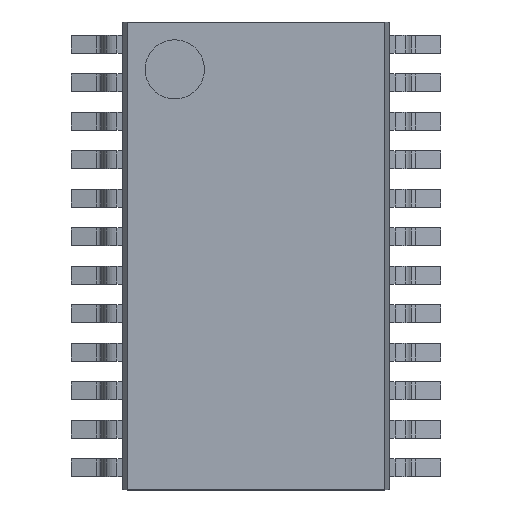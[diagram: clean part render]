
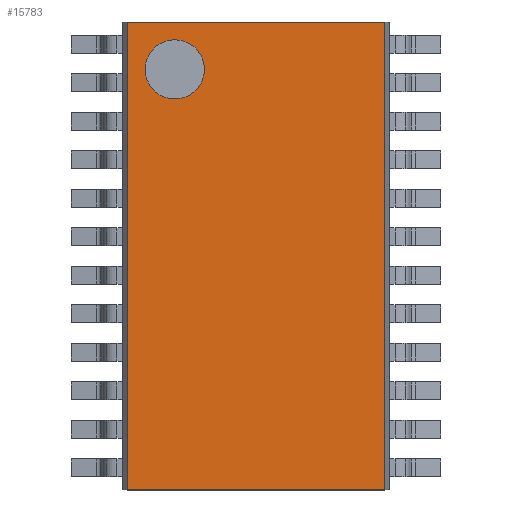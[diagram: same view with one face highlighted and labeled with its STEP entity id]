
A CAD part, top view. The second image highlights one B-rep face of the part: STEP entity #15783.
In plain terms, the highlighted planar face has unit normal (0, 0, 1).
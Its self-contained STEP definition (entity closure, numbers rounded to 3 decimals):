
#15609=CARTESIAN_POINT('',(-0.871,3.15,1.1));
#15610=VERTEX_POINT('',#15609);
#15626=CARTESIAN_POINT('',(-1.871,3.15,1.1));
#15627=VERTEX_POINT('',#15626);
#15634=CARTESIAN_POINT('',(-1.371,3.15,1.1));
#15635=DIRECTION('',(0.0,0.0,-1.0));
#15636=DIRECTION('',(1.0,0.0,0.0));
#15637=AXIS2_PLACEMENT_3D('',#15634,#15635,#15636);
#15638=CIRCLE('',#15637,0.5);
#15639=EDGE_CURVE('',#15610,#15627,#15638,.T.);
#15650=CARTESIAN_POINT('',(-1.371,3.15,1.1));
#15651=DIRECTION('',(0.0,0.0,-1.0));
#15652=DIRECTION('',(1.0,0.0,0.0));
#15653=AXIS2_PLACEMENT_3D('',#15650,#15651,#15652);
#15654=CIRCLE('',#15653,0.5);
#15655=EDGE_CURVE('',#15627,#15610,#15654,.T.);
#15723=CARTESIAN_POINT('',(2.171,3.95,1.1));
#15724=VERTEX_POINT('',#15723);
#15731=CARTESIAN_POINT('',(2.171,-3.95,1.1));
#15732=VERTEX_POINT('',#15731);
#15733=CARTESIAN_POINT('',(2.171,-3.95,1.1));
#15734=DIRECTION('',(0.0,1.0,0.0));
#15735=VECTOR('',#15734,7.9);
#15736=LINE('',#15733,#15735);
#15737=EDGE_CURVE('',#15732,#15724,#15736,.T.);
#15749=CARTESIAN_POINT('',(2.171,-3.95,1.1));
#15750=DIRECTION('',(0.0,0.0,1.0));
#15751=DIRECTION('',(0.0,-1.0,0.0));
#15752=AXIS2_PLACEMENT_3D('',#15749,#15750,#15751);
#15753=PLANE('',#15752);
#15754=CARTESIAN_POINT('',(-2.171,3.95,1.1));
#15755=VERTEX_POINT('',#15754);
#15756=CARTESIAN_POINT('',(2.171,3.95,1.1));
#15757=DIRECTION('',(-1.0,0.0,0.0));
#15758=VECTOR('',#15757,4.341);
#15759=LINE('',#15756,#15758);
#15760=EDGE_CURVE('',#15724,#15755,#15759,.T.);
#15761=ORIENTED_EDGE('',*,*,#15760,.T.);
#15762=CARTESIAN_POINT('',(-2.171,-3.95,1.1));
#15763=VERTEX_POINT('',#15762);
#15764=CARTESIAN_POINT('',(-2.171,-3.95,1.1));
#15765=DIRECTION('',(0.0,1.0,0.0));
#15766=VECTOR('',#15765,7.9);
#15767=LINE('',#15764,#15766);
#15768=EDGE_CURVE('',#15763,#15755,#15767,.T.);
#15769=ORIENTED_EDGE('',*,*,#15768,.F.);
#15770=CARTESIAN_POINT('',(2.171,-3.95,1.1));
#15771=DIRECTION('',(-1.0,0.0,0.0));
#15772=VECTOR('',#15771,4.341);
#15773=LINE('',#15770,#15772);
#15774=EDGE_CURVE('',#15732,#15763,#15773,.T.);
#15775=ORIENTED_EDGE('',*,*,#15774,.F.);
#15776=ORIENTED_EDGE('',*,*,#15737,.T.);
#15777=EDGE_LOOP('',(#15761,#15769,#15775,#15776));
#15778=FACE_OUTER_BOUND('',#15777,.T.);
#15779=ORIENTED_EDGE('',*,*,#15639,.T.);
#15780=ORIENTED_EDGE('',*,*,#15655,.T.);
#15781=EDGE_LOOP('',(#15779,#15780));
#15782=FACE_BOUND('',#15781,.T.);
#15783=ADVANCED_FACE('',(#15778,#15782),#15753,.T.);
